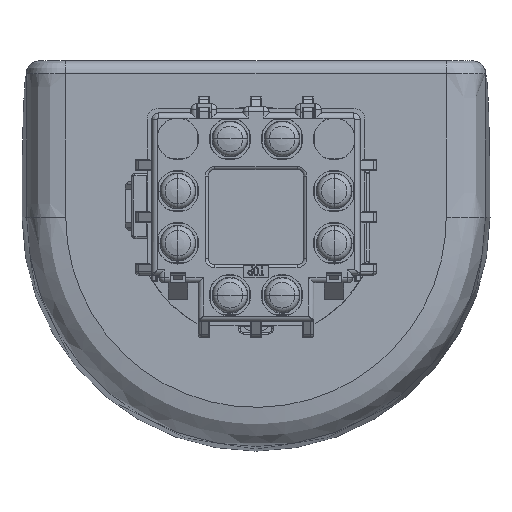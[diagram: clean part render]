
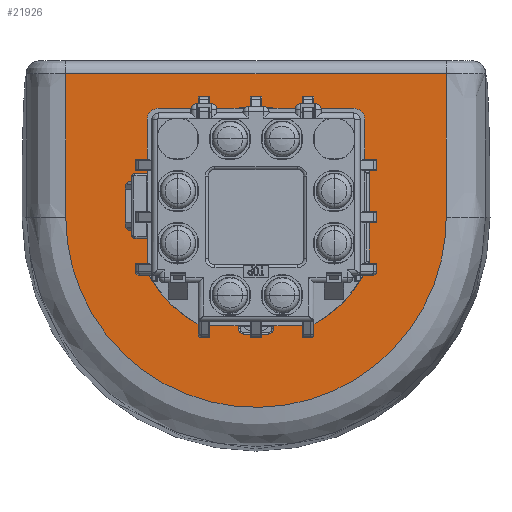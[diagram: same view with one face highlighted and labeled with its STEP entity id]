
A CAD part, front view. The second image highlights one B-rep face of the part: STEP entity #21926.
In plain terms, the highlighted planar face has unit normal (0, -1, 0).
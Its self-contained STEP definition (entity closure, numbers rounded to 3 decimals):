
#89=DIRECTION('',(0.,0.,1.));
#90=VECTOR('',#89,22.);
#91=CARTESIAN_POINT('',(29.214,-32.3,0.));
#92=LINE('',#91,#90);
#124=DIRECTION('',(1.,0.,0.));
#125=VECTOR('',#124,58.428);
#126=CARTESIAN_POINT('',(-29.214,-32.3,22.));
#127=LINE('',#126,#125);
#128=CARTESIAN_POINT('',(-29.214,-32.3,0.));
#129=CARTESIAN_POINT('',(-29.214,-32.3,-0.009));
#130=CARTESIAN_POINT('',(-29.213,-32.3,-1.291));
#131=CARTESIAN_POINT('',(-29.043,-32.3,-3.848));
#132=CARTESIAN_POINT('',(-28.293,-32.3,-7.605));
#133=CARTESIAN_POINT('',(-27.059,-32.3,-11.231));
#134=CARTESIAN_POINT('',(-25.362,-32.3,-14.666));
#135=CARTESIAN_POINT('',(-23.232,-32.3,-17.85));
#136=CARTESIAN_POINT('',(-20.704,-32.3,-20.728));
#137=CARTESIAN_POINT('',(-17.823,-32.3,-23.253));
#138=CARTESIAN_POINT('',(-14.637,-32.3,-25.379));
#139=CARTESIAN_POINT('',(-11.2,-32.3,-27.072));
#140=CARTESIAN_POINT('',(-7.572,-32.3,-28.302));
#141=CARTESIAN_POINT('',(-3.815,-32.3,-29.048));
#142=CARTESIAN_POINT('',(0.008,-32.3,-29.297));
#143=CARTESIAN_POINT('',(3.831,-32.3,-29.046));
#144=CARTESIAN_POINT('',(7.588,-32.3,-28.298));
#145=CARTESIAN_POINT('',(11.215,-32.3,-27.066));
#146=CARTESIAN_POINT('',(14.651,-32.3,-25.371));
#147=CARTESIAN_POINT('',(17.836,-32.3,-23.243));
#148=CARTESIAN_POINT('',(20.716,-32.3,-20.717));
#149=CARTESIAN_POINT('',(23.242,-32.3,-17.837));
#150=CARTESIAN_POINT('',(25.37,-32.3,-14.652));
#151=CARTESIAN_POINT('',(27.065,-32.3,-11.216));
#152=CARTESIAN_POINT('',(28.297,-32.3,-7.589));
#153=CARTESIAN_POINT('',(29.046,-32.3,-3.832));
#154=CARTESIAN_POINT('',(29.214,-32.3,-1.281));
#155=CARTESIAN_POINT('',(29.214,-32.3,-0.003));
#156=CARTESIAN_POINT('',(29.214,-32.3,0.));
#158=DIRECTION('',(0.,0.,1.));
#159=VECTOR('',#158,22.);
#160=CARTESIAN_POINT('',(-29.214,-32.3,0.));
#161=LINE('',#160,#159);
#162=CARTESIAN_POINT('',(-2.95,-32.3,-15.522));
#163=DIRECTION('',(0.,1.,0.));
#164=DIRECTION('',(0.187,0.,0.982));
#165=AXIS2_PLACEMENT_3D('',#162,#163,#164);
#167=DIRECTION('',(0.,0.,-1.));
#168=VECTOR('',#167,1.578);
#169=CARTESIAN_POINT('',(-2.704,-32.3,-15.522));
#170=LINE('',#169,#168);
#171=CARTESIAN_POINT('',(-1.85,-32.3,-17.1));
#172=DIRECTION('',(0.,-1.,0.));
#173=DIRECTION('',(-1.,0.,0.));
#174=AXIS2_PLACEMENT_3D('',#171,#172,#173);
#176=DIRECTION('',(1.,0.,0.));
#177=VECTOR('',#176,3.7);
#178=CARTESIAN_POINT('',(-1.85,-32.3,-17.954));
#179=LINE('',#178,#177);
#180=CARTESIAN_POINT('',(1.85,-32.3,-17.1));
#181=DIRECTION('',(0.,-1.,0.));
#182=DIRECTION('',(0.,0.,-1.));
#183=AXIS2_PLACEMENT_3D('',#180,#181,#182);
#185=DIRECTION('',(0.,0.,1.));
#186=VECTOR('',#185,1.578);
#187=CARTESIAN_POINT('',(2.704,-32.3,-17.1));
#188=LINE('',#187,#186);
#189=CARTESIAN_POINT('',(2.95,-32.3,-15.522));
#190=DIRECTION('',(0.,1.,0.));
#191=DIRECTION('',(-1.,0.,0.));
#192=AXIS2_PLACEMENT_3D('',#189,#190,#191);
#194=CARTESIAN_POINT('',(0.,-32.3,0.));
#195=DIRECTION('',(0.,-1.,0.));
#196=DIRECTION('',(0.187,0.,-0.982));
#197=AXIS2_PLACEMENT_3D('',#194,#195,#196);
#17466=VERTEX_POINT('',#128);
#17467=VERTEX_POINT('',#156);
#17484=CARTESIAN_POINT('',(-2.904,-32.3,-15.281));
#17485=CARTESIAN_POINT('',(-2.704,-32.3,-15.522));
#17486=VERTEX_POINT('',#17484);
#17487=VERTEX_POINT('',#17485);
#17490=CARTESIAN_POINT('',(-2.704,-32.3,-17.1));
#17491=VERTEX_POINT('',#17490);
#17494=CARTESIAN_POINT('',(-1.85,-32.3,-17.954));
#17495=VERTEX_POINT('',#17494);
#17498=CARTESIAN_POINT('',(1.85,-32.3,-17.954));
#17499=VERTEX_POINT('',#17498);
#17502=CARTESIAN_POINT('',(2.704,-32.3,-17.1));
#17503=VERTEX_POINT('',#17502);
#17506=CARTESIAN_POINT('',(2.704,-32.3,-15.522));
#17507=VERTEX_POINT('',#17506);
#17510=CARTESIAN_POINT('',(2.904,-32.3,-15.281));
#17511=VERTEX_POINT('',#17510);
#17544=CARTESIAN_POINT('',(-29.214,-32.3,22.));
#17545=CARTESIAN_POINT('',(29.214,-32.3,22.));
#17546=VERTEX_POINT('',#17544);
#17547=VERTEX_POINT('',#17545);
#21895=CARTESIAN_POINT('',(0.,-32.3,0.));
#21896=DIRECTION('',(0.,-1.,0.));
#21897=DIRECTION('',(1.,0.,0.));
#21898=AXIS2_PLACEMENT_3D('',#21895,#21896,#21897);
#21899=PLANE('',#21898);
#21900=ORIENTED_EDGE('',*,*,#21881,.T.);
#21901=ORIENTED_EDGE('',*,*,#21800,.F.);
#21903=ORIENTED_EDGE('',*,*,#21902,.F.);
#21905=ORIENTED_EDGE('',*,*,#21904,.T.);
#21906=EDGE_LOOP('',(#21900,#21901,#21903,#21905));
#21907=FACE_OUTER_BOUND('',#21906,.F.);
#21909=ORIENTED_EDGE('',*,*,#21908,.T.);
#21911=ORIENTED_EDGE('',*,*,#21910,.T.);
#21913=ORIENTED_EDGE('',*,*,#21912,.T.);
#21915=ORIENTED_EDGE('',*,*,#21914,.T.);
#21917=ORIENTED_EDGE('',*,*,#21916,.T.);
#21919=ORIENTED_EDGE('',*,*,#21918,.T.);
#21921=ORIENTED_EDGE('',*,*,#21920,.T.);
#21923=ORIENTED_EDGE('',*,*,#21922,.T.);
#21924=EDGE_LOOP('',(#21909,#21911,#21913,#21915,#21917,#21919,#21921,#21923));
#21925=FACE_BOUND('',#21924,.F.);
#21926=ADVANCED_FACE('',(#21907,#21925),#21899,.T.);
#157=B_SPLINE_CURVE_WITH_KNOTS('',3,(#128,#129,#130,#131,#132,#133,#134,#135,
#136,#137,#138,#139,#140,#141,#142,#143,#144,#145,#146,#147,#148,#149,#150,#151,
#152,#153,#154,#155,#156),.UNSPECIFIED.,.F.,.F.,(4,1,1,1,1,1,1,1,1,1,1,1,1,1,1,
1,1,1,1,1,1,1,1,1,1,1,4),(0.,0.,0.042,
0.084,0.125,0.167,0.209,
0.25,0.292,0.333,0.375,
0.417,0.458,0.5,0.542,
0.583,0.625,0.667,0.708,
0.75,0.792,0.833,0.875,
0.917,0.958,1.,1.),.UNSPECIFIED.);
#166=CIRCLE('',#165,0.246);
#175=CIRCLE('',#174,0.854);
#184=CIRCLE('',#183,0.854);
#193=CIRCLE('',#192,0.246);
#198=CIRCLE('',#197,15.554);
#21800=EDGE_CURVE('',#17467,#17547,#92,.T.);
#21881=EDGE_CURVE('',#17546,#17547,#127,.T.);
#21902=EDGE_CURVE('',#17466,#17467,#157,.T.);
#21904=EDGE_CURVE('',#17466,#17546,#161,.T.);
#21908=EDGE_CURVE('',#17486,#17487,#166,.T.);
#21910=EDGE_CURVE('',#17487,#17491,#170,.T.);
#21912=EDGE_CURVE('',#17491,#17495,#175,.T.);
#21914=EDGE_CURVE('',#17495,#17499,#179,.T.);
#21916=EDGE_CURVE('',#17499,#17503,#184,.T.);
#21918=EDGE_CURVE('',#17503,#17507,#188,.T.);
#21920=EDGE_CURVE('',#17507,#17511,#193,.T.);
#21922=EDGE_CURVE('',#17511,#17486,#198,.T.);
